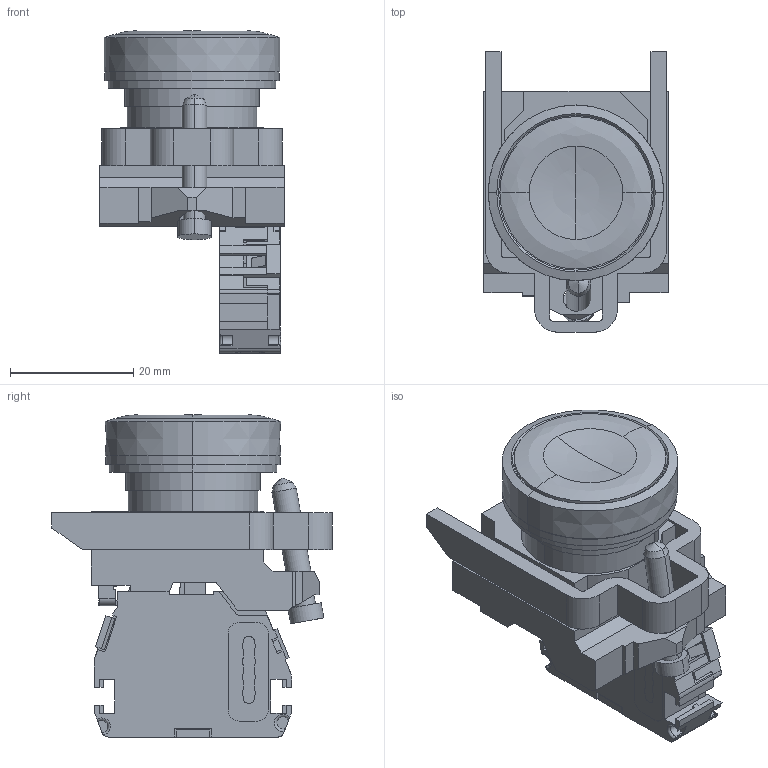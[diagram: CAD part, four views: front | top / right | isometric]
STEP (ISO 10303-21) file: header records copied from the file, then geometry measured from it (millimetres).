
FILE_DESCRIPTION((''),'2;1');
FILE_NAME('ZB4RT_ASM','2020-06-17T',('SESA56911'),('Schneider-Electric'),'PRO/ENGINEER BY PARAMETRIC TECHNOLOGY CORPORATION, 2015440','PRO/ENGINEER BY PARAMETRIC TECHNOLOGY CORPORATION, 2015440','');
FILE_SCHEMA(('CONFIG_CONTROL_DESIGN'));
Length unit declared in the file: millimetre
Products named in the file (16): ZB4_BA1; ZB4BZ009_1-28; ZB4BZ009_2; ZB4BZ009_3; ZB4BZ009_1-16_ASM; ZB4BZ009_ASM; MFR9625301_PRT_03_3_C_1; MFR9625401_C_1; MFR9626201_C_1; MFR9626301_C_ASM_1; 152804300AF6_C_1; ASM0002_C_1; PAD170040_C_1; ASM0002_C_ASM_1_ASM; TRANSMITTER_3D_SIMPLIFIED_ASM_1_ASM; ZB4RT_ASM
Assembly tree (18 placements, depth 4):
  ZB4RT_ASM
    ZB4_BA1
    ZB4BZ009_ASM
      ZB4BZ009_1-16_ASM
        ZB4BZ009_1-28
        ZB4BZ009_2
        ZB4BZ009_3
    TRANSMITTER_3D_SIMPLIFIED_ASM_1_ASM
      MFR9625301_PRT_03_3_C_1
      MFR9625401_C_1
      MFR9626201_C_1
      MFR9626301_C_ASM_1
      152804300AF6_C_1
      ASM0002_C_ASM_1_ASM
        ASM0002_C_1
        PAD170040_C_1  x4
Bounding box: 29.9 x 45.48 x 52.27 mm (x, y, z)
Volume: 20509.7 mm3; surface area: 14588.9 mm2
Topology: 13 solids, 13 shells, 780 faces, 2222 edges, 1468 vertices
Faces by surface type: plane 541, cylinder 185, torus 28, cone 15, bspline 9, sphere 2
Entity records: 28392 total; most frequent: CARTESIAN_POINT 7768, ORIENTED_EDGE 4360, DIRECTION 4182, EDGE_CURVE 2180, VECTOR 1624, LINE 1624, VERTEX_POINT 1444, AXIS2_PLACEMENT_3D 1279
